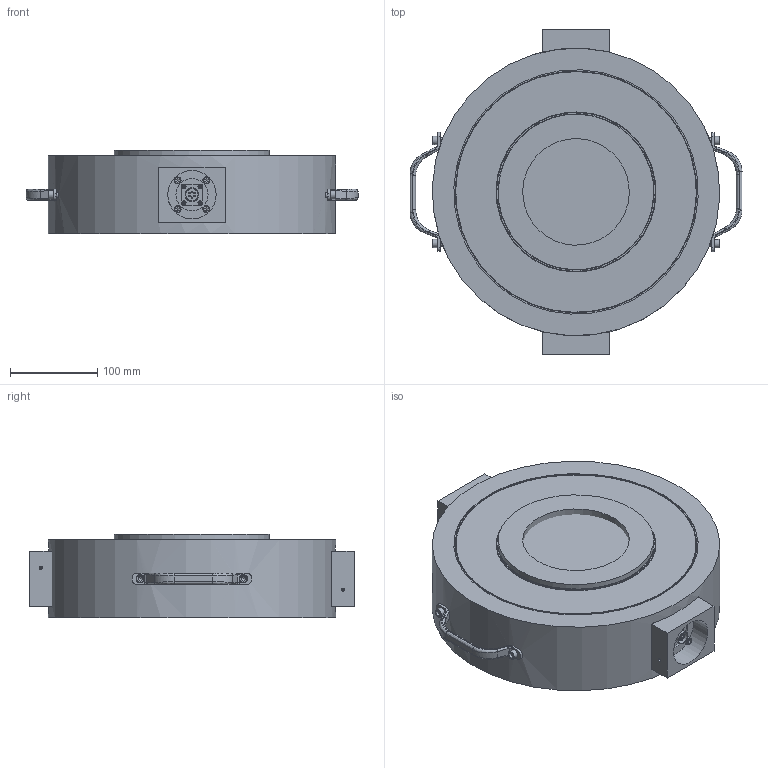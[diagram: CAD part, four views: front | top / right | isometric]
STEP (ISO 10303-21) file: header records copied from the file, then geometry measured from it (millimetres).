
FILE_DESCRIPTION((''),'2;1');
FILE_NAME('LTH900.stp','2011-01-07T11:34:09',('thomasl'),(''),'Autodesk Inventor 2008','Autodesk Inventor 2008','');
FILE_SCHEMA(('AUTOMOTIVE_DESIGN { 1 0 10303 214 1 1 1 1 }'));
Length unit declared in the file: inch
Products named in the file (2): LTH900; PART1
Assembly tree (1 placements, depth 2):
  LTH900
    PART1
Bounding box: 379.77 x 370.9 x 95.25 mm (x, y, z)
Volume: 6566442.1 mm3; surface area: 339008.1 mm2
Topology: 1 solids, 51 shells, 672 faces, 1596 edges, 1073 vertices
Faces by surface type: plane 321, cylinder 183, cone 88, bspline 80
Full cylindrical faces by diameter (mm): 1.524 x24, 2.385 x16, 2.845 x8, 3.302 x8, 3.531 x2, 4.166 x8, 4.648 x8, 4.826 x16, 5.207 x8, 5.588 x8, 6.35 x4, 7.925 x8, 9.525 x6, 13.97 x2, 14.554 x2, 14.986 x2, 15.875 x2, 36.83 x2, 55.321 x2, 121.92 x1, 177.8 x1, 178.816 x2, 181.864 x2, 182.88 x2, 182.905 x2, 275.565 x2, 275.59 x2, 276.606 x2, 279.654 x2, 328.93 x1
Entity records: 23568 total; most frequent: CARTESIAN_POINT 10651, DIRECTION 2490, ORIENTED_EDGE 2340, EDGE_CURVE 1170, EDGE_LOOP 1068, AXIS2_PLACEMENT_3D 1033, VERTEX_POINT 922, FACE_OUTER_BOUND 672
